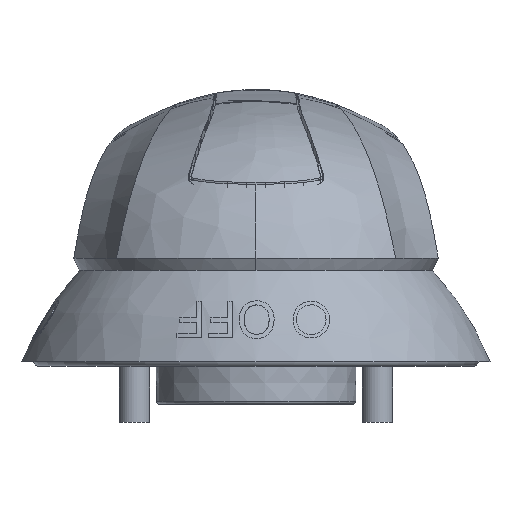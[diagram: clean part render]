
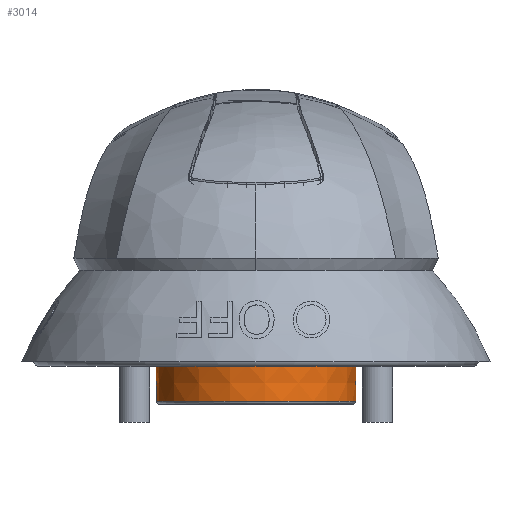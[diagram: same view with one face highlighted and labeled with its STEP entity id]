
A CAD part, left-side view. The second image highlights one B-rep face of the part: STEP entity #3014.
In plain terms, the highlighted conical face has half-angle 0.5 degrees and reference radius 16.5 mm.
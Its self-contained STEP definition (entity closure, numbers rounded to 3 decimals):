
#263=CONICAL_SURFACE('',#23394,16.5,0.5);
#2787=FACE_BOUND('',#5831,.T.);
#2788=FACE_BOUND('',#5832,.T.);
#3014=ADVANCED_FACE('',(#2787,#2788),#263,.T.);
#5831=EDGE_LOOP('',(#8357));
#5832=EDGE_LOOP('',(#8358));
#7108=CIRCLE('',#23391,16.443);
#7109=CIRCLE('',#23393,16.496);
#8357=ORIENTED_EDGE('',*,*,#17372,.F.);
#8358=ORIENTED_EDGE('',*,*,#17371,.F.);
#14746=VERTEX_POINT('',#31344);
#14747=VERTEX_POINT('',#31347);
#17371=EDGE_CURVE('',#14746,#14746,#7108,.T.);
#17372=EDGE_CURVE('',#14747,#14747,#7109,.T.);
#23391=AXIS2_PLACEMENT_3D('',#31343,#25046,#25047);
#23393=AXIS2_PLACEMENT_3D('',#31346,#25050,#25051);
#23394=AXIS2_PLACEMENT_3D('',#31348,#25052,#25053);
#25046=DIRECTION('',(0.,0.,-1.));
#25047=DIRECTION('',(-0.573,0.819,0.));
#25050=DIRECTION('',(0.,0.,1.));
#25051=DIRECTION('',(-0.573,0.819,0.));
#25052=DIRECTION('',(0.,0.,1.));
#25053=DIRECTION('',(0.573,-0.819,0.));
#31343=CARTESIAN_POINT('',(0.,0.,-16.909));
#31344=CARTESIAN_POINT('',(9.43,-13.471,-16.909));
#31346=CARTESIAN_POINT('',(0.,0.,-10.901));
#31347=CARTESIAN_POINT('',(9.46,-13.514,-10.901));
#31348=CARTESIAN_POINT('',(0.,0.,-10.405));
